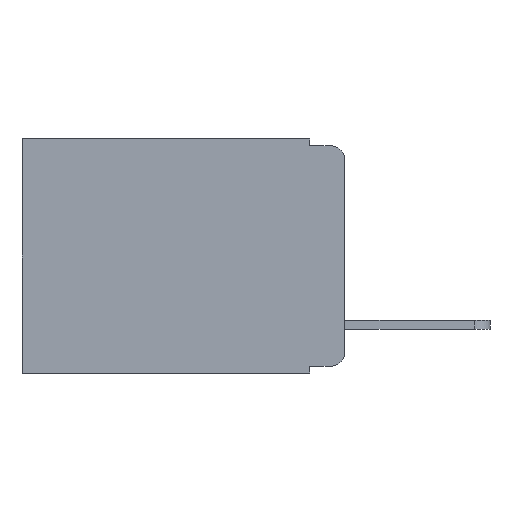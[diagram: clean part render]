
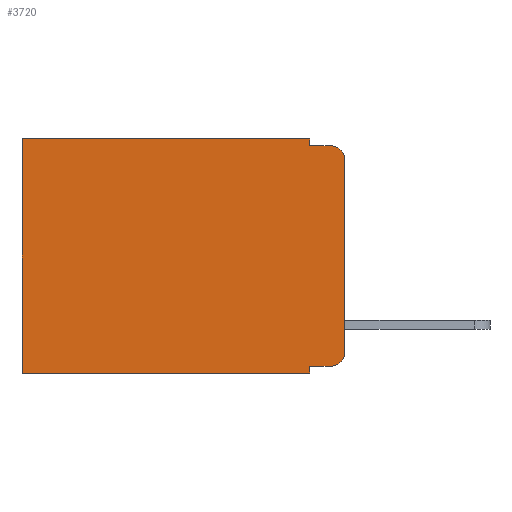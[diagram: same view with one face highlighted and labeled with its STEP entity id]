
A CAD part, left-side view. The second image highlights one B-rep face of the part: STEP entity #3720.
In plain terms, the highlighted planar face has unit normal (-1, 0, 0).
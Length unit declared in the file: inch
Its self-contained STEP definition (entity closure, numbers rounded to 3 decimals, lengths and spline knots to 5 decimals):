
#167 = VERTEX_POINT ( 'NONE', #5141 ) ;
#519 = LINE ( 'NONE', #8628, #7645 ) ;
#702 = CARTESIAN_POINT ( 'NONE',  ( 0.298, 0.051, 0. ) ) ;
#761 = AXIS2_PLACEMENT_3D ( 'NONE', #11688, #14273, #8070 ) ;
#956 = CARTESIAN_POINT ( 'NONE',  ( 0.298, 0.02, -0.03 ) ) ;
#1335 = AXIS2_PLACEMENT_3D ( 'NONE', #7021, #15453, #15503 ) ;
#1395 = EDGE_CURVE ( 'NONE', #167, #8197, #519, .T. ) ;
#1610 = FACE_OUTER_BOUND ( 'NONE', #7485, .T. ) ;
#1965 = PLANE ( 'NONE',  #761 ) ;
#2008 = CARTESIAN_POINT ( 'NONE',  ( 0.298, 0., -0.343 ) ) ;
#2071 = LINE ( 'NONE', #702, #14722 ) ;
#2214 = CARTESIAN_POINT ( 'NONE',  ( 0.298, 0.051, -0.01 ) ) ;
#2260 = VERTEX_POINT ( 'NONE', #13520 ) ;
#2336 = LINE ( 'NONE', #7155, #6765 ) ;
#2419 = VECTOR ( 'NONE', #12592, 39.37008 ) ;
#2594 = EDGE_CURVE ( 'NONE', #167, #2707, #4353, .T. ) ;
#2707 = VERTEX_POINT ( 'NONE', #8584 ) ;
#3711 = ORIENTED_EDGE ( 'NONE', *, *, #4429, .F. ) ;
#3720 = ADVANCED_FACE ( 'NONE', ( #1610 ), #1965, .F. ) ;
#3945 = ORIENTED_EDGE ( 'NONE', *, *, #5437, .T. ) ;
#4353 = CIRCLE ( 'NONE', #15140, 0.02 ) ;
#4429 = EDGE_CURVE ( 'NONE', #7594, #2707, #11604, .T. ) ;
#5026 = VERTEX_POINT ( 'NONE', #13154 ) ;
#5119 = VERTEX_POINT ( 'NONE', #10103 ) ;
#5141 = CARTESIAN_POINT ( 'NONE',  ( 0.298, 0., -0.03 ) ) ;
#5437 = EDGE_CURVE ( 'NONE', #5026, #10204, #2336, .T. ) ;
#5653 = ORIENTED_EDGE ( 'NONE', *, *, #2594, .T. ) ;
#6227 = CARTESIAN_POINT ( 'NONE',  ( 0.298, 0.02, -0.333 ) ) ;
#6765 = VECTOR ( 'NONE', #14516, 39.37008 ) ;
#7011 = EDGE_CURVE ( 'NONE', #15729, #2260, #11991, .T. ) ;
#7021 = CARTESIAN_POINT ( 'NONE',  ( 0.298, 0.02, -0.313 ) ) ;
#7098 = ORIENTED_EDGE ( 'NONE', *, *, #7698, .F. ) ;
#7155 = CARTESIAN_POINT ( 'NONE',  ( 0.298, 0.051, -0.333 ) ) ;
#7485 = EDGE_LOOP ( 'NONE', ( #13514, #5653, #3711, #13576, #14820, #15384, #7098, #9229, #3945, #12411 ) ) ;
#7557 = VECTOR ( 'NONE', #10808, 39.37008 ) ;
#7594 = VERTEX_POINT ( 'NONE', #15237 ) ;
#7645 = VECTOR ( 'NONE', #9871, 39.37008 ) ;
#7698 = EDGE_CURVE ( 'NONE', #8353, #5119, #12167, .T. ) ;
#7936 = EDGE_CURVE ( 'NONE', #10204, #8197, #13085, .T. ) ;
#8070 = DIRECTION ( 'NONE',  ( 0., 0., -1. ) ) ;
#8197 = VERTEX_POINT ( 'NONE', #15121 ) ;
#8353 = VERTEX_POINT ( 'NONE', #12021 ) ;
#8434 = LINE ( 'NONE', #9022, #14374 ) ;
#8557 = LINE ( 'NONE', #11369, #2419 ) ;
#8584 = CARTESIAN_POINT ( 'NONE',  ( 0.298, 0.02, -0.01 ) ) ;
#8628 = CARTESIAN_POINT ( 'NONE',  ( 0.298, 0., 0. ) ) ;
#8887 = VECTOR ( 'NONE', #9519, 39.37008 ) ;
#8974 = DIRECTION ( 'NONE',  ( 0., 1., 0. ) ) ;
#9022 = CARTESIAN_POINT ( 'NONE',  ( 0.298, 0.473, 0. ) ) ;
#9229 = ORIENTED_EDGE ( 'NONE', *, *, #13432, .F. ) ;
#9519 = DIRECTION ( 'NONE',  ( 0., 1., 0. ) ) ;
#9871 = DIRECTION ( 'NONE',  ( 0., 0., -1. ) ) ;
#10103 = CARTESIAN_POINT ( 'NONE',  ( 0.298, 0.473, -0.343 ) ) ;
#10204 = VERTEX_POINT ( 'NONE', #6227 ) ;
#10559 = DIRECTION ( 'NONE',  ( 0., 0., -1. ) ) ;
#10808 = DIRECTION ( 'NONE',  ( 0., -1., 0. ) ) ;
#11369 = CARTESIAN_POINT ( 'NONE',  ( 0.298, 0.051, 0. ) ) ;
#11499 = CARTESIAN_POINT ( 'NONE',  ( 0.298, 0., 0. ) ) ;
#11604 = LINE ( 'NONE', #2214, #7557 ) ;
#11688 = CARTESIAN_POINT ( 'NONE',  ( 0.298, 0., 0. ) ) ;
#11991 = LINE ( 'NONE', #11499, #15600 ) ;
#12021 = CARTESIAN_POINT ( 'NONE',  ( 0.298, 0.051, -0.343 ) ) ;
#12167 = LINE ( 'NONE', #2008, #8887 ) ;
#12411 = ORIENTED_EDGE ( 'NONE', *, *, #7936, .T. ) ;
#12592 = DIRECTION ( 'NONE',  ( 0., 0., -1. ) ) ;
#12777 = DIRECTION ( 'NONE',  ( 0., 0., -1. ) ) ;
#12838 = EDGE_CURVE ( 'NONE', #2260, #5119, #8434, .T. ) ;
#12952 = CARTESIAN_POINT ( 'NONE',  ( 0.298, 0.051, 0. ) ) ;
#13081 = DIRECTION ( 'NONE',  ( 0., 0., -1. ) ) ;
#13085 = CIRCLE ( 'NONE', #1335, 0.02 ) ;
#13154 = CARTESIAN_POINT ( 'NONE',  ( 0.298, 0.051, -0.333 ) ) ;
#13432 = EDGE_CURVE ( 'NONE', #5026, #8353, #2071, .T. ) ;
#13514 = ORIENTED_EDGE ( 'NONE', *, *, #1395, .F. ) ;
#13520 = CARTESIAN_POINT ( 'NONE',  ( 0.298, 0.473, 0. ) ) ;
#13576 = ORIENTED_EDGE ( 'NONE', *, *, #14797, .F. ) ;
#14273 = DIRECTION ( 'NONE',  ( 1., 0., 0. ) ) ;
#14357 = DIRECTION ( 'NONE',  ( -1., 0., 0. ) ) ;
#14374 = VECTOR ( 'NONE', #12777, 39.37008 ) ;
#14516 = DIRECTION ( 'NONE',  ( 0., -1., 0. ) ) ;
#14722 = VECTOR ( 'NONE', #10559, 39.37008 ) ;
#14797 = EDGE_CURVE ( 'NONE', #15729, #7594, #8557, .T. ) ;
#14820 = ORIENTED_EDGE ( 'NONE', *, *, #7011, .T. ) ;
#15121 = CARTESIAN_POINT ( 'NONE',  ( 0.298, 0., -0.313 ) ) ;
#15140 = AXIS2_PLACEMENT_3D ( 'NONE', #956, #14357, #13081 ) ;
#15237 = CARTESIAN_POINT ( 'NONE',  ( 0.298, 0.051, -0.01 ) ) ;
#15384 = ORIENTED_EDGE ( 'NONE', *, *, #12838, .T. ) ;
#15453 = DIRECTION ( 'NONE',  ( -1., 0., 0. ) ) ;
#15503 = DIRECTION ( 'NONE',  ( 0., 0., -1. ) ) ;
#15600 = VECTOR ( 'NONE', #8974, 39.37008 ) ;
#15729 = VERTEX_POINT ( 'NONE', #12952 ) ;
